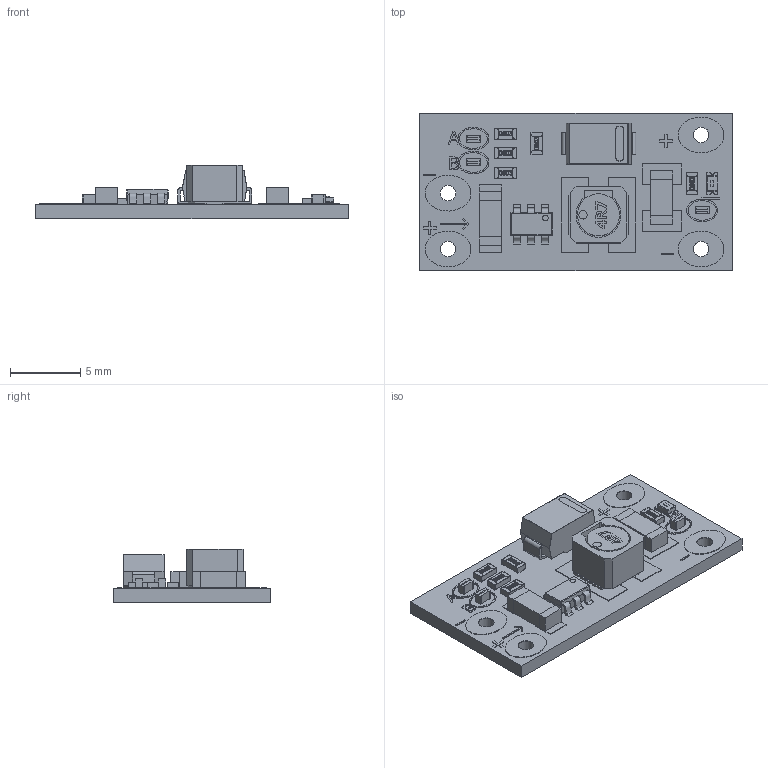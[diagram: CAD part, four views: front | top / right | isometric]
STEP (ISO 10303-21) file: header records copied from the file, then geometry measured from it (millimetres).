
FILE_DESCRIPTION(/* description */ (''),/* implementation_level */ '2;1');
FILE_NAME(/* name */ 'CKCS BS01 MT-3608 Boost Converter.step',/* time_stamp */ '2022-02-20T01:56:22-06:00',/* author */ (''),/* organization */ (''),/* preprocessor_version */ 'ST-DEVELOPER v18.1',/* originating_system */ 'Autodesk Translation Framework v10.13.0.1454',/* authorisation */ '');
FILE_SCHEMA (('AUTOMOTIVE_DESIGN { 1 0 10303 214 3 1 1 }'));
Length unit declared in the file: millimetre
Products named in the file (34): CKCS BS01 MT-3608 Boost Converter; pcb; b; a; 0603_RES v1; 0603 Red v1; 0603 Red; Light; Body (1); Anode Bottom; Cathode Bottom; Anode; Cathode; Base; VLCF4028-4R7 v1; VLCF4028-4R7; Body; PAD2; PAD1; A1_Mark; Value; Diode SMA v1; SOT23-6 v1; 0612 cap; 0603_RES v1 (1); 0603_RES v1 (2); 0603_RES v1 (3); 0603_RES v1 (4); Capsule; TopCover; Encapsulation; snip trace; dash; pads
Assembly tree (53 placements, depth 4):
  CKCS BS01 MT-3608 Boost Converter
    pcb
    b
    a
    0603_RES v1
      Capsule
      Encapsulation  x2
      TopCover
    snip trace  x3
    0603 Red v1
      0603 Red
        Light
        Body (1)
        Anode Bottom
        Cathode Bottom
        Anode
        Cathode
        Base
    VLCF4028-4R7 v1
      VLCF4028-4R7
        Body
        PAD2
        PAD1
        A1_Mark
        Value
    Diode SMA v1
    SOT23-6 v1
    0612 cap  x2
    0603_RES v1 (1)
      Capsule
      Encapsulation  x2
      TopCover
    0603_RES v1 (2)
      Capsule
      Encapsulation  x2
      TopCover
    0603_RES v1 (3)
      Capsule
      Encapsulation  x2
      TopCover
    0603_RES v1 (4)
      Capsule
      Encapsulation  x2
      TopCover
    dash
    pads
Bounding box: 22.2 x 11.2 x 3.8 mm (x, y, z)
Volume: 338.4 mm3; surface area: 1090.2 mm2
Topology: 78 solids, 80 shells, 1241 faces, 3007 edges, 1960 vertices
Faces by surface type: plane 677, bspline 404, cylinder 135, sphere 25
Full cylindrical faces by diameter (mm): 0.6 x1, 1.11 x8, 3 x1
Entity records: 23576 total; most frequent: CARTESIAN_POINT 7438, ORIENTED_EDGE 3260, DIRECTION 2738, EDGE_CURVE 1631, LINE 1118, VECTOR 1118, VERTEX_POINT 1044, AXIS2_PLACEMENT_3D 810
